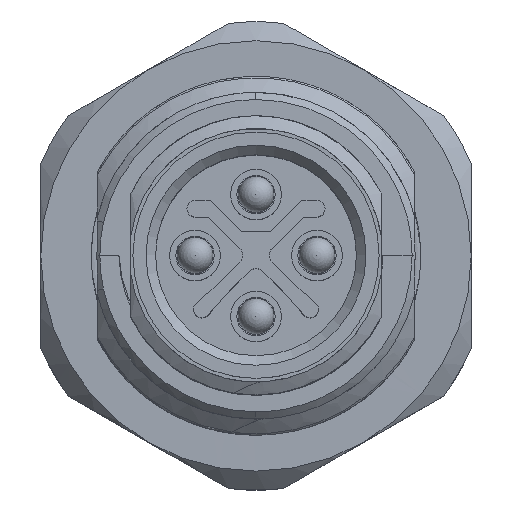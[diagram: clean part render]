
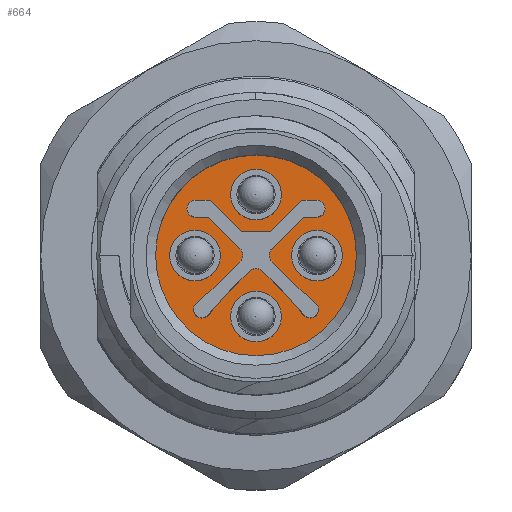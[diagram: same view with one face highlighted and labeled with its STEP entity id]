
A CAD part, top view. The second image highlights one B-rep face of the part: STEP entity #664.
In plain terms, the highlighted planar face has unit normal (0, 0, 1).
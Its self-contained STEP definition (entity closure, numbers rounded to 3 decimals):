
#664=ADVANCED_FACE('',(#1631,#1632,#1633,#1634,#1635,#1636),#785,.T.);
#785=PLANE('',#4990);
#1320=LINE('',#20484,#1514);
#1323=LINE('',#20490,#1517);
#1326=LINE('',#20498,#1520);
#1328=LINE('',#20502,#1522);
#1331=LINE('',#20510,#1525);
#1333=LINE('',#20514,#1527);
#1336=LINE('',#20522,#1530);
#1338=LINE('',#20526,#1532);
#1340=LINE('',#20530,#1534);
#1342=LINE('',#20534,#1536);
#1344=LINE('',#20538,#1538);
#1347=LINE('',#20546,#1541);
#1349=LINE('',#20550,#1543);
#1352=LINE('',#20558,#1546);
#1354=LINE('',#20562,#1548);
#1357=LINE('',#20570,#1551);
#1359=LINE('',#20574,#1553);
#1514=VECTOR('',#5548,1.);
#1517=VECTOR('',#5553,1.);
#1520=VECTOR('',#5562,1.);
#1522=VECTOR('',#5566,1.);
#1525=VECTOR('',#5575,1.);
#1527=VECTOR('',#5579,1.);
#1530=VECTOR('',#5588,1.);
#1532=VECTOR('',#5592,1.);
#1534=VECTOR('',#5596,1.);
#1536=VECTOR('',#5600,1.);
#1538=VECTOR('',#5604,1.);
#1541=VECTOR('',#5613,1.);
#1543=VECTOR('',#5617,1.);
#1546=VECTOR('',#5626,1.);
#1548=VECTOR('',#5630,1.);
#1551=VECTOR('',#5639,1.);
#1553=VECTOR('',#5643,1.);
#1631=FACE_BOUND('',#1935,.T.);
#1632=FACE_BOUND('',#1936,.T.);
#1633=FACE_BOUND('',#1937,.T.);
#1634=FACE_BOUND('',#1938,.T.);
#1635=FACE_BOUND('',#1939,.T.);
#1636=FACE_BOUND('',#1940,.T.);
#1935=EDGE_LOOP('',(#3127));
#1936=EDGE_LOOP('',(#3128));
#1937=EDGE_LOOP('',(#3129,#3130,#3131,#3132,#3133,#3134,#3135,#3136,#3137,
#3138,#3139,#3140,#3141,#3142,#3143,#3144,#3145,#3146,#3147,#3148,#3149,
#3150,#3151,#3152));
#1938=EDGE_LOOP('',(#3153));
#1939=EDGE_LOOP('',(#3154));
#1940=EDGE_LOOP('',(#3155));
#3127=ORIENTED_EDGE('',*,*,#4451,.F.);
#3128=ORIENTED_EDGE('',*,*,#4457,.F.);
#3129=ORIENTED_EDGE('',*,*,#4530,.F.);
#3130=ORIENTED_EDGE('',*,*,#4532,.F.);
#3131=ORIENTED_EDGE('',*,*,#4485,.F.);
#3132=ORIENTED_EDGE('',*,*,#4488,.F.);
#3133=ORIENTED_EDGE('',*,*,#4490,.F.);
#3134=ORIENTED_EDGE('',*,*,#4492,.F.);
#3135=ORIENTED_EDGE('',*,*,#4494,.F.);
#3136=ORIENTED_EDGE('',*,*,#4496,.F.);
#3137=ORIENTED_EDGE('',*,*,#4498,.F.);
#3138=ORIENTED_EDGE('',*,*,#4500,.F.);
#3139=ORIENTED_EDGE('',*,*,#4502,.F.);
#3140=ORIENTED_EDGE('',*,*,#4504,.F.);
#3141=ORIENTED_EDGE('',*,*,#4506,.F.);
#3142=ORIENTED_EDGE('',*,*,#4508,.F.);
#3143=ORIENTED_EDGE('',*,*,#4510,.F.);
#3144=ORIENTED_EDGE('',*,*,#4512,.F.);
#3145=ORIENTED_EDGE('',*,*,#4514,.F.);
#3146=ORIENTED_EDGE('',*,*,#4516,.F.);
#3147=ORIENTED_EDGE('',*,*,#4518,.F.);
#3148=ORIENTED_EDGE('',*,*,#4520,.F.);
#3149=ORIENTED_EDGE('',*,*,#4522,.F.);
#3150=ORIENTED_EDGE('',*,*,#4524,.F.);
#3151=ORIENTED_EDGE('',*,*,#4526,.F.);
#3152=ORIENTED_EDGE('',*,*,#4528,.F.);
#3153=ORIENTED_EDGE('',*,*,#4533,.F.);
#3154=ORIENTED_EDGE('',*,*,#4460,.F.);
#3155=ORIENTED_EDGE('',*,*,#4454,.F.);
#3806=VERTEX_POINT('',#20409);
#3809=VERTEX_POINT('',#20417);
#3812=VERTEX_POINT('',#20425);
#3815=VERTEX_POINT('',#20433);
#3840=VERTEX_POINT('',#20485);
#3841=VERTEX_POINT('',#20486);
#3842=VERTEX_POINT('',#20491);
#3843=VERTEX_POINT('',#20495);
#3844=VERTEX_POINT('',#20499);
#3845=VERTEX_POINT('',#20503);
#3846=VERTEX_POINT('',#20507);
#3847=VERTEX_POINT('',#20511);
#3848=VERTEX_POINT('',#20515);
#3849=VERTEX_POINT('',#20519);
#3850=VERTEX_POINT('',#20523);
#3851=VERTEX_POINT('',#20527);
#3852=VERTEX_POINT('',#20531);
#3853=VERTEX_POINT('',#20535);
#3854=VERTEX_POINT('',#20539);
#3855=VERTEX_POINT('',#20543);
#3856=VERTEX_POINT('',#20547);
#3857=VERTEX_POINT('',#20551);
#3858=VERTEX_POINT('',#20555);
#3859=VERTEX_POINT('',#20559);
#3860=VERTEX_POINT('',#20563);
#3861=VERTEX_POINT('',#20567);
#3862=VERTEX_POINT('',#20571);
#3863=VERTEX_POINT('',#20575);
#3864=VERTEX_POINT('',#20581);
#4451=EDGE_CURVE('',#3806,#3806,#4698,.T.);
#4454=EDGE_CURVE('',#3809,#3809,#4701,.T.);
#4457=EDGE_CURVE('',#3812,#3812,#4704,.T.);
#4460=EDGE_CURVE('',#3815,#3815,#4707,.T.);
#4485=EDGE_CURVE('',#3840,#3841,#1320,.T.);
#4488=EDGE_CURVE('',#3842,#3840,#1323,.T.);
#4490=EDGE_CURVE('',#3843,#3842,#4715,.T.);
#4492=EDGE_CURVE('',#3844,#3843,#1326,.T.);
#4494=EDGE_CURVE('',#3845,#3844,#1328,.T.);
#4496=EDGE_CURVE('',#3846,#3845,#4716,.T.);
#4498=EDGE_CURVE('',#3847,#3846,#1331,.T.);
#4500=EDGE_CURVE('',#3848,#3847,#1333,.T.);
#4502=EDGE_CURVE('',#3849,#3848,#4717,.T.);
#4504=EDGE_CURVE('',#3850,#3849,#1336,.T.);
#4506=EDGE_CURVE('',#3851,#3850,#1338,.T.);
#4508=EDGE_CURVE('',#3852,#3851,#1340,.T.);
#4510=EDGE_CURVE('',#3853,#3852,#1342,.T.);
#4512=EDGE_CURVE('',#3854,#3853,#1344,.T.);
#4514=EDGE_CURVE('',#3855,#3854,#4718,.T.);
#4516=EDGE_CURVE('',#3856,#3855,#1347,.T.);
#4518=EDGE_CURVE('',#3857,#3856,#1349,.T.);
#4520=EDGE_CURVE('',#3858,#3857,#4719,.T.);
#4522=EDGE_CURVE('',#3859,#3858,#1352,.T.);
#4524=EDGE_CURVE('',#3860,#3859,#1354,.T.);
#4526=EDGE_CURVE('',#3861,#3860,#4720,.T.);
#4528=EDGE_CURVE('',#3862,#3861,#1357,.T.);
#4530=EDGE_CURVE('',#3863,#3862,#1359,.T.);
#4532=EDGE_CURVE('',#3841,#3863,#4721,.T.);
#4533=EDGE_CURVE('',#3864,#3864,#4722,.T.);
#4698=CIRCLE('',#4921,1.06);
#4701=CIRCLE('',#4926,1.06);
#4704=CIRCLE('',#4931,1.06);
#4707=CIRCLE('',#4936,1.06);
#4715=CIRCLE('',#4948,0.35);
#4716=CIRCLE('',#4952,0.4);
#4717=CIRCLE('',#4956,0.35);
#4718=CIRCLE('',#4963,0.35);
#4719=CIRCLE('',#4967,0.4);
#4720=CIRCLE('',#4971,0.35);
#4721=CIRCLE('',#4975,0.4);
#4722=CIRCLE('',#4977,4.2);
#4921=AXIS2_PLACEMENT_3D('',#20408,#5481,#5482);
#4926=AXIS2_PLACEMENT_3D('',#20416,#5491,#5492);
#4931=AXIS2_PLACEMENT_3D('',#20424,#5501,#5502);
#4936=AXIS2_PLACEMENT_3D('',#20432,#5511,#5512);
#4948=AXIS2_PLACEMENT_3D('',#20494,#5557,#5558);
#4952=AXIS2_PLACEMENT_3D('',#20506,#5570,#5571);
#4956=AXIS2_PLACEMENT_3D('',#20518,#5583,#5584);
#4963=AXIS2_PLACEMENT_3D('',#20542,#5608,#5609);
#4967=AXIS2_PLACEMENT_3D('',#20554,#5621,#5622);
#4971=AXIS2_PLACEMENT_3D('',#20566,#5634,#5635);
#4975=AXIS2_PLACEMENT_3D('',#20578,#5647,#5648);
#4977=AXIS2_PLACEMENT_3D('',#20580,#5651,#5652);
#4990=AXIS2_PLACEMENT_3D('',#20599,#5677,#5678);
#5481=DIRECTION('',(0.,0.,1.));
#5482=DIRECTION('',(1.,0.,0.));
#5491=DIRECTION('',(0.,0.,1.));
#5492=DIRECTION('',(1.,0.,0.));
#5501=DIRECTION('',(0.,0.,1.));
#5502=DIRECTION('',(1.,0.,0.));
#5511=DIRECTION('',(0.,0.,1.));
#5512=DIRECTION('',(1.,0.,0.));
#5548=DIRECTION('',(0.707,0.707,0.));
#5553=DIRECTION('',(0.658,0.753,0.));
#5557=DIRECTION('',(0.,0.,1.));
#5558=DIRECTION('',(1.,0.,0.));
#5562=DIRECTION('',(-0.753,-0.658,0.));
#5566=DIRECTION('',(-0.707,-0.707,0.));
#5570=DIRECTION('',(0.,0.,-1.));
#5571=DIRECTION('',(1.,0.,0.));
#5575=DIRECTION('',(0.707,-0.707,0.));
#5579=DIRECTION('',(1.,0.,0.));
#5583=DIRECTION('',(0.,0.,1.));
#5584=DIRECTION('',(1.,0.,0.));
#5588=DIRECTION('',(-1.,0.,0.));
#5592=DIRECTION('',(-0.707,0.707,0.));
#5596=DIRECTION('',(-1.,0.,0.));
#5600=DIRECTION('',(-0.707,-0.707,0.));
#5604=DIRECTION('',(-1.,0.,0.));
#5608=DIRECTION('',(0.,0.,1.));
#5609=DIRECTION('',(-1.,0.,0.));
#5613=DIRECTION('',(1.,0.,0.));
#5617=DIRECTION('',(0.707,0.707,0.));
#5621=DIRECTION('',(0.,0.,-1.));
#5622=DIRECTION('',(1.,0.,0.));
#5626=DIRECTION('',(-0.707,0.707,0.));
#5630=DIRECTION('',(-0.753,0.658,0.));
#5634=DIRECTION('',(0.,0.,1.));
#5635=DIRECTION('',(1.,0.,0.));
#5639=DIRECTION('',(0.658,-0.753,0.));
#5643=DIRECTION('',(0.707,-0.707,0.));
#5647=DIRECTION('',(0.,0.,-1.));
#5648=DIRECTION('',(1.,0.,0.));
#5651=DIRECTION('',(0.,0.,-1.));
#5652=DIRECTION('',(1.,0.,0.));
#5677=DIRECTION('',(0.,0.,1.));
#5678=DIRECTION('',(1.,0.,0.));
#20408=CARTESIAN_POINT('',(0.,2.55,3.2));
#20409=CARTESIAN_POINT('',(1.06,2.55,3.2));
#20416=CARTESIAN_POINT('',(-2.55,0.,3.2));
#20417=CARTESIAN_POINT('',(-1.49,0.,3.2));
#20424=CARTESIAN_POINT('',(0.,-2.55,3.2));
#20425=CARTESIAN_POINT('',(1.06,-2.55,3.2));
#20432=CARTESIAN_POINT('',(2.55,0.,3.2));
#20433=CARTESIAN_POINT('',(3.61,0.,3.2));
#20484=CARTESIAN_POINT('',(-1.278,-1.667,3.2));
#20485=CARTESIAN_POINT('',(-1.278,-1.667,3.2));
#20486=CARTESIAN_POINT('',(-0.283,-0.672,3.2));
#20490=CARTESIAN_POINT('',(-1.999,-2.493,3.2));
#20491=CARTESIAN_POINT('',(-1.999,-2.493,3.2));
#20494=CARTESIAN_POINT('',(-2.263,-2.263,3.2));
#20495=CARTESIAN_POINT('',(-2.493,-1.999,3.2));
#20498=CARTESIAN_POINT('',(-1.667,-1.278,3.2));
#20499=CARTESIAN_POINT('',(-1.667,-1.278,3.2));
#20502=CARTESIAN_POINT('',(-0.672,-0.283,3.2));
#20503=CARTESIAN_POINT('',(-0.672,-0.283,3.2));
#20506=CARTESIAN_POINT('',(-0.955,0.,3.2));
#20507=CARTESIAN_POINT('',(-0.672,0.283,3.2));
#20510=CARTESIAN_POINT('',(-1.989,1.6,3.2));
#20511=CARTESIAN_POINT('',(-1.989,1.6,3.2));
#20514=CARTESIAN_POINT('',(-2.537,1.6,3.2));
#20515=CARTESIAN_POINT('',(-2.537,1.6,3.2));
#20518=CARTESIAN_POINT('',(-2.537,1.95,3.2));
#20519=CARTESIAN_POINT('',(-2.537,2.3,3.2));
#20522=CARTESIAN_POINT('',(-1.911,2.3,3.2));
#20523=CARTESIAN_POINT('',(-1.911,2.3,3.2));
#20526=CARTESIAN_POINT('',(-0.611,1.,3.2));
#20527=CARTESIAN_POINT('',(-0.611,1.,3.2));
#20530=CARTESIAN_POINT('',(0.611,1.,3.2));
#20531=CARTESIAN_POINT('',(0.611,1.,3.2));
#20534=CARTESIAN_POINT('',(1.911,2.3,3.2));
#20535=CARTESIAN_POINT('',(1.911,2.3,3.2));
#20538=CARTESIAN_POINT('',(2.537,2.3,3.2));
#20539=CARTESIAN_POINT('',(2.537,2.3,3.2));
#20542=CARTESIAN_POINT('',(2.537,1.95,3.2));
#20543=CARTESIAN_POINT('',(2.537,1.6,3.2));
#20546=CARTESIAN_POINT('',(1.989,1.6,3.2));
#20547=CARTESIAN_POINT('',(1.989,1.6,3.2));
#20550=CARTESIAN_POINT('',(0.672,0.283,3.2));
#20551=CARTESIAN_POINT('',(0.672,0.283,3.2));
#20554=CARTESIAN_POINT('',(0.955,0.,3.2));
#20555=CARTESIAN_POINT('',(0.672,-0.283,3.2));
#20558=CARTESIAN_POINT('',(1.667,-1.278,3.2));
#20559=CARTESIAN_POINT('',(1.667,-1.278,3.2));
#20562=CARTESIAN_POINT('',(2.493,-1.999,3.2));
#20563=CARTESIAN_POINT('',(2.493,-1.999,3.2));
#20566=CARTESIAN_POINT('',(2.263,-2.263,3.2));
#20567=CARTESIAN_POINT('',(1.999,-2.493,3.2));
#20570=CARTESIAN_POINT('',(1.278,-1.667,3.2));
#20571=CARTESIAN_POINT('',(1.278,-1.667,3.2));
#20574=CARTESIAN_POINT('',(0.283,-0.672,3.2));
#20575=CARTESIAN_POINT('',(0.283,-0.672,3.2));
#20578=CARTESIAN_POINT('',(0.,-0.955,3.2));
#20580=CARTESIAN_POINT('',(0.,0.,3.2));
#20581=CARTESIAN_POINT('',(4.2,0.,3.2));
#20599=CARTESIAN_POINT('',(0.,0.,3.2));
